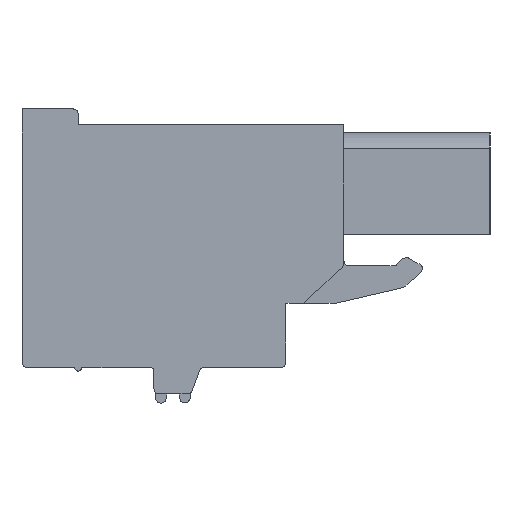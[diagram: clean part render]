
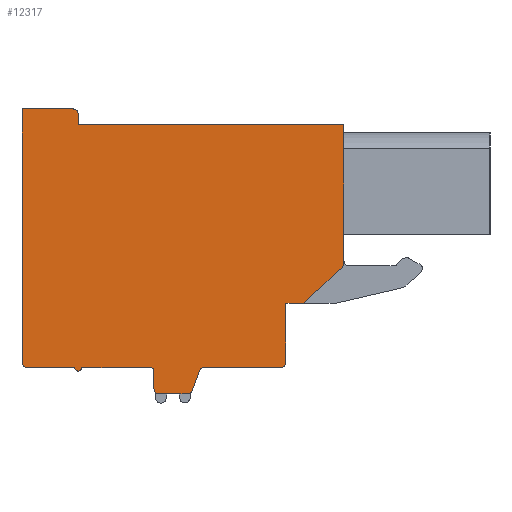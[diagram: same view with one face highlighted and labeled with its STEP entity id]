
A CAD part, left-side view. The second image highlights one B-rep face of the part: STEP entity #12317.
In plain terms, the highlighted planar face has unit normal (-1, 0, 0).
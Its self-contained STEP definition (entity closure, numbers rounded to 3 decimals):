
#503=DIRECTION('',(0.,0.,1.));
#504=VECTOR('',#503,7.87);
#505=CARTESIAN_POINT('',(-56.5,-5.66,-0.91));
#506=LINE('',#505,#504);
#2270=CARTESIAN_POINT('',(-56.5,-5.36,-0.91));
#2271=DIRECTION('',(1.,0.,0.));
#2272=DIRECTION('',(0.,-1.,0.));
#2273=AXIS2_PLACEMENT_3D('',#2270,#2271,#2272);
#2275=DIRECTION('',(0.,0.731,-0.683));
#2276=VECTOR('',#2275,3.018);
#2277=CARTESIAN_POINT('',(-56.5,-5.565,-1.129));
#2278=LINE('',#2277,#2276);
#2279=DIRECTION('',(0.,1.,0.));
#2280=VECTOR('',#2279,1.);
#2281=CARTESIAN_POINT('',(-56.5,-3.36,-3.19));
#2282=LINE('',#2281,#2280);
#2283=DIRECTION('',(0.,0.,-1.));
#2284=VECTOR('',#2283,3.35);
#2285=CARTESIAN_POINT('',(-56.5,-2.36,-3.19));
#2286=LINE('',#2285,#2284);
#2287=CARTESIAN_POINT('',(-56.5,-2.06,-6.54));
#2288=DIRECTION('',(1.,0.,0.));
#2289=DIRECTION('',(0.,-1.,0.));
#2290=AXIS2_PLACEMENT_3D('',#2287,#2288,#2289);
#2292=DIRECTION('',(0.,1.,0.));
#2293=VECTOR('',#2292,4.34);
#2294=CARTESIAN_POINT('',(-56.5,-2.06,-6.84));
#2295=LINE('',#2294,#2293);
#2296=CARTESIAN_POINT('',(-56.5,2.28,-7.14));
#2297=DIRECTION('',(-1.,0.,0.));
#2298=DIRECTION('',(0.,0.,1.));
#2299=AXIS2_PLACEMENT_3D('',#2296,#2297,#2298);
#2301=DIRECTION('',(0.,0.345,-0.939));
#2302=VECTOR('',#2301,1.179);
#2303=CARTESIAN_POINT('',(-56.5,2.562,-7.037));
#2304=LINE('',#2303,#2302);
#2305=CARTESIAN_POINT('',(-56.5,3.25,-8.04));
#2306=DIRECTION('',(1.,0.,0.));
#2307=DIRECTION('',(0.,-0.939,-0.345));
#2308=AXIS2_PLACEMENT_3D('',#2305,#2306,#2307);
#2310=DIRECTION('',(0.,1.,0.));
#2311=VECTOR('',#2310,1.59);
#2312=CARTESIAN_POINT('',(-56.5,3.25,-8.34));
#2313=LINE('',#2312,#2311);
#2314=CARTESIAN_POINT('',(-56.5,4.84,-8.04));
#2315=DIRECTION('',(1.,0.,0.));
#2316=DIRECTION('',(0.,0.,-1.));
#2317=AXIS2_PLACEMENT_3D('',#2314,#2315,#2316);
#2319=DIRECTION('',(0.,0.,1.));
#2320=VECTOR('',#2319,1.);
#2321=CARTESIAN_POINT('',(-56.5,5.14,-8.04));
#2322=LINE('',#2321,#2320);
#2323=CARTESIAN_POINT('',(-56.5,5.34,-7.04));
#2324=DIRECTION('',(-1.,0.,0.));
#2325=DIRECTION('',(0.,-1.,0.));
#2326=AXIS2_PLACEMENT_3D('',#2323,#2324,#2325);
#2328=DIRECTION('',(0.,1.,0.));
#2329=VECTOR('',#2328,3.9);
#2330=CARTESIAN_POINT('',(-56.5,5.34,-6.84));
#2331=LINE('',#2330,#2329);
#2332=CARTESIAN_POINT('',(-56.5,9.44,-6.84));
#2333=DIRECTION('',(1.,0.,0.));
#2334=DIRECTION('',(0.,-1.,0.));
#2335=AXIS2_PLACEMENT_3D('',#2332,#2333,#2334);
#2337=DIRECTION('',(0.,1.,0.));
#2338=VECTOR('',#2337,2.7);
#2339=CARTESIAN_POINT('',(-56.5,9.64,-6.84));
#2340=LINE('',#2339,#2338);
#2341=CARTESIAN_POINT('',(-56.5,12.34,-6.54));
#2342=DIRECTION('',(1.,0.,0.));
#2343=DIRECTION('',(0.,0.,-1.));
#2344=AXIS2_PLACEMENT_3D('',#2341,#2342,#2343);
#2346=DIRECTION('',(0.,0.,1.));
#2347=VECTOR('',#2346,14.4);
#2348=CARTESIAN_POINT('',(-56.5,12.64,-6.54));
#2349=LINE('',#2348,#2347);
#2350=DIRECTION('',(0.,-1.,0.));
#2351=VECTOR('',#2350,2.9);
#2352=CARTESIAN_POINT('',(-56.5,12.64,7.86));
#2353=LINE('',#2352,#2351);
#2354=CARTESIAN_POINT('',(-56.5,9.74,7.56));
#2355=DIRECTION('',(1.,0.,0.));
#2356=DIRECTION('',(0.,0.,1.));
#2357=AXIS2_PLACEMENT_3D('',#2354,#2355,#2356);
#2359=DIRECTION('',(0.,0.,-1.));
#2360=VECTOR('',#2359,0.6);
#2361=CARTESIAN_POINT('',(-56.5,9.44,7.56));
#2362=LINE('',#2361,#2360);
#2363=DIRECTION('',(0.,-1.,0.));
#2364=VECTOR('',#2363,15.1);
#2365=CARTESIAN_POINT('',(-56.5,9.44,6.96));
#2366=LINE('',#2365,#2364);
#7023=CARTESIAN_POINT('',(-56.5,9.44,6.96));
#7024=CARTESIAN_POINT('',(-56.5,-5.66,6.96));
#7025=VERTEX_POINT('',#7023);
#7026=VERTEX_POINT('',#7024);
#7027=CARTESIAN_POINT('',(-56.5,-5.66,-0.91));
#7028=CARTESIAN_POINT('',(-56.5,-5.565,-1.129));
#7029=VERTEX_POINT('',#7027);
#7030=VERTEX_POINT('',#7028);
#7031=CARTESIAN_POINT('',(-56.5,-3.36,-3.19));
#7032=VERTEX_POINT('',#7031);
#7033=CARTESIAN_POINT('',(-56.5,-2.36,-3.19));
#7034=VERTEX_POINT('',#7033);
#7035=CARTESIAN_POINT('',(-56.5,-2.36,-6.54));
#7036=VERTEX_POINT('',#7035);
#7037=CARTESIAN_POINT('',(-56.5,-2.06,-6.84));
#7038=VERTEX_POINT('',#7037);
#7039=CARTESIAN_POINT('',(-56.5,2.28,-6.84));
#7040=VERTEX_POINT('',#7039);
#7041=CARTESIAN_POINT('',(-56.5,2.562,-7.037));
#7042=VERTEX_POINT('',#7041);
#7043=CARTESIAN_POINT('',(-56.5,2.968,-8.143));
#7044=VERTEX_POINT('',#7043);
#7045=CARTESIAN_POINT('',(-56.5,3.25,-8.34));
#7046=VERTEX_POINT('',#7045);
#7047=CARTESIAN_POINT('',(-56.5,4.84,-8.34));
#7048=VERTEX_POINT('',#7047);
#7049=CARTESIAN_POINT('',(-56.5,5.14,-8.04));
#7050=VERTEX_POINT('',#7049);
#7051=CARTESIAN_POINT('',(-56.5,5.14,-7.04));
#7052=VERTEX_POINT('',#7051);
#7053=CARTESIAN_POINT('',(-56.5,5.34,-6.84));
#7054=VERTEX_POINT('',#7053);
#7055=CARTESIAN_POINT('',(-56.5,9.24,-6.84));
#7056=VERTEX_POINT('',#7055);
#7057=CARTESIAN_POINT('',(-56.5,9.64,-6.84));
#7058=VERTEX_POINT('',#7057);
#7059=CARTESIAN_POINT('',(-56.5,12.34,-6.84));
#7060=VERTEX_POINT('',#7059);
#7061=CARTESIAN_POINT('',(-56.5,12.64,-6.54));
#7062=VERTEX_POINT('',#7061);
#7063=CARTESIAN_POINT('',(-56.5,12.64,7.86));
#7064=VERTEX_POINT('',#7063);
#7065=CARTESIAN_POINT('',(-56.5,9.74,7.86));
#7066=VERTEX_POINT('',#7065);
#7067=CARTESIAN_POINT('',(-56.5,9.44,7.56));
#7068=VERTEX_POINT('',#7067);
#12268=CARTESIAN_POINT('',(-56.5,0.,0.));
#12269=DIRECTION('',(1.,0.,0.));
#12270=DIRECTION('',(0.,-1.,0.));
#12271=AXIS2_PLACEMENT_3D('',#12268,#12269,#12270);
#12272=PLANE('',#12271);
#12273=ORIENTED_EDGE('',*,*,#9228,.F.);
#12274=ORIENTED_EDGE('',*,*,#12248,.T.);
#12275=ORIENTED_EDGE('',*,*,#12174,.T.);
#12276=ORIENTED_EDGE('',*,*,#12148,.T.);
#12278=ORIENTED_EDGE('',*,*,#12277,.T.);
#12280=ORIENTED_EDGE('',*,*,#12279,.T.);
#12282=ORIENTED_EDGE('',*,*,#12281,.T.);
#12284=ORIENTED_EDGE('',*,*,#12283,.T.);
#12286=ORIENTED_EDGE('',*,*,#12285,.T.);
#12288=ORIENTED_EDGE('',*,*,#12287,.T.);
#12290=ORIENTED_EDGE('',*,*,#12289,.T.);
#12292=ORIENTED_EDGE('',*,*,#12291,.T.);
#12294=ORIENTED_EDGE('',*,*,#12293,.T.);
#12296=ORIENTED_EDGE('',*,*,#12295,.T.);
#12298=ORIENTED_EDGE('',*,*,#12297,.T.);
#12300=ORIENTED_EDGE('',*,*,#12299,.T.);
#12302=ORIENTED_EDGE('',*,*,#12301,.T.);
#12304=ORIENTED_EDGE('',*,*,#12303,.T.);
#12306=ORIENTED_EDGE('',*,*,#12305,.T.);
#12308=ORIENTED_EDGE('',*,*,#12307,.T.);
#12310=ORIENTED_EDGE('',*,*,#12309,.T.);
#12312=ORIENTED_EDGE('',*,*,#12311,.T.);
#12314=ORIENTED_EDGE('',*,*,#12313,.T.);
#12315=EDGE_LOOP('',(#12273,#12274,#12275,#12276,#12278,#12280,#12282,#12284,
#12286,#12288,#12290,#12292,#12294,#12296,#12298,#12300,#12302,#12304,#12306,
#12308,#12310,#12312,#12314));
#12316=FACE_OUTER_BOUND('',#12315,.F.);
#12317=ADVANCED_FACE('',(#12316),#12272,.F.);
#2274=CIRCLE('',#2273,0.3);
#2291=CIRCLE('',#2290,0.3);
#2300=CIRCLE('',#2299,0.3);
#2309=CIRCLE('',#2308,0.3);
#2318=CIRCLE('',#2317,0.3);
#2327=CIRCLE('',#2326,0.2);
#2336=CIRCLE('',#2335,0.2);
#2345=CIRCLE('',#2344,0.3);
#2358=CIRCLE('',#2357,0.3);
#9228=EDGE_CURVE('',#7029,#7026,#506,.T.);
#12148=EDGE_CURVE('',#7032,#7034,#2282,.T.);
#12174=EDGE_CURVE('',#7030,#7032,#2278,.T.);
#12248=EDGE_CURVE('',#7029,#7030,#2274,.T.);
#12277=EDGE_CURVE('',#7034,#7036,#2286,.T.);
#12279=EDGE_CURVE('',#7036,#7038,#2291,.T.);
#12281=EDGE_CURVE('',#7038,#7040,#2295,.T.);
#12283=EDGE_CURVE('',#7040,#7042,#2300,.T.);
#12285=EDGE_CURVE('',#7042,#7044,#2304,.T.);
#12287=EDGE_CURVE('',#7044,#7046,#2309,.T.);
#12289=EDGE_CURVE('',#7046,#7048,#2313,.T.);
#12291=EDGE_CURVE('',#7048,#7050,#2318,.T.);
#12293=EDGE_CURVE('',#7050,#7052,#2322,.T.);
#12295=EDGE_CURVE('',#7052,#7054,#2327,.T.);
#12297=EDGE_CURVE('',#7054,#7056,#2331,.T.);
#12299=EDGE_CURVE('',#7056,#7058,#2336,.T.);
#12301=EDGE_CURVE('',#7058,#7060,#2340,.T.);
#12303=EDGE_CURVE('',#7060,#7062,#2345,.T.);
#12305=EDGE_CURVE('',#7062,#7064,#2349,.T.);
#12307=EDGE_CURVE('',#7064,#7066,#2353,.T.);
#12309=EDGE_CURVE('',#7066,#7068,#2358,.T.);
#12311=EDGE_CURVE('',#7068,#7025,#2362,.T.);
#12313=EDGE_CURVE('',#7025,#7026,#2366,.T.);
